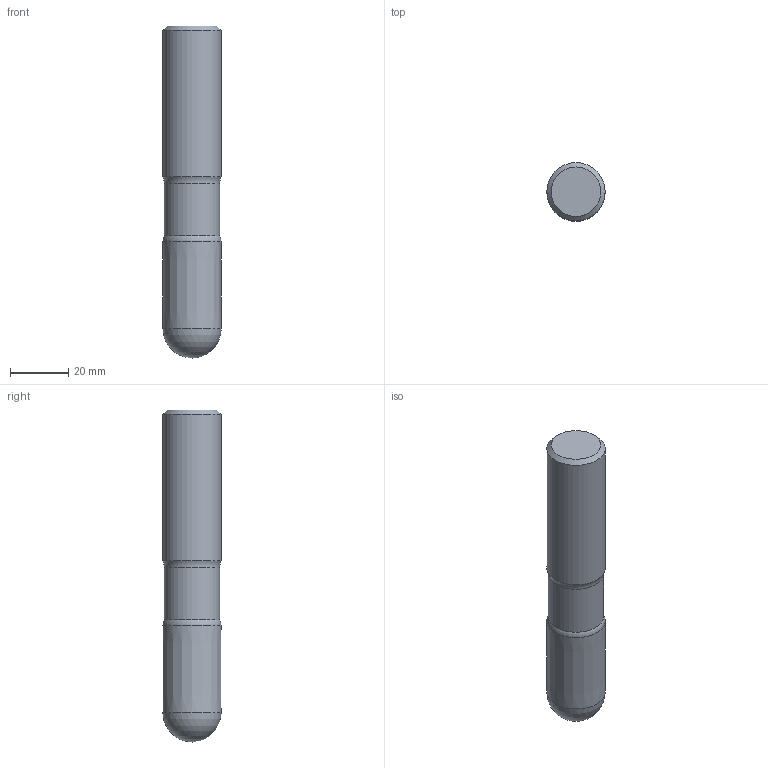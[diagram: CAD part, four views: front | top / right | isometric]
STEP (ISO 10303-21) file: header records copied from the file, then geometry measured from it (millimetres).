
FILE_DESCRIPTION(/* description */ (''),/* implementation_level */ '2;1');
FILE_NAME(/* name */ 'S4321-200E2B.0Z2_Basic.stp',/* time_stamp */ '2024-05-17T17:16:24+06:00',/* author */ (''),/* organization */ (''),/* preprocessor_version */ 'ST-DEVELOPER v16.7',/* originating_system */ 'SIEMENS PLM Software NX 12.0',/* authorisation */ '');
FILE_SCHEMA (('AUTOMOTIVE_DESIGN { 1 0 10303 214 3 1 1 1 }'));
Length unit declared in the file: millimetre
Products named in the file (1): inpu7BA865C2mo7s
Bounding box: 20 x 20 x 114 mm (x, y, z)
Volume: 34079.1 mm3; surface area: 7993 mm2
Topology: 2 solids, 2 shells, 10 faces, 18 edges, 12 vertices
Faces by surface type: plane 3, cone 2, torus 2, cylinder 2, sphere 1
Full cylindrical faces by diameter (mm): 19 x1, 20 x1
Entity records: 277 total; most frequent: DIRECTION 44, CARTESIAN_POINT 44, AXIS2_PLACEMENT_3D 22, EDGE_LOOP 16, ORIENTED_EDGE 16, FACE_BOUND 12, ADVANCED_FACE 10, VERTEX_POINT 8
